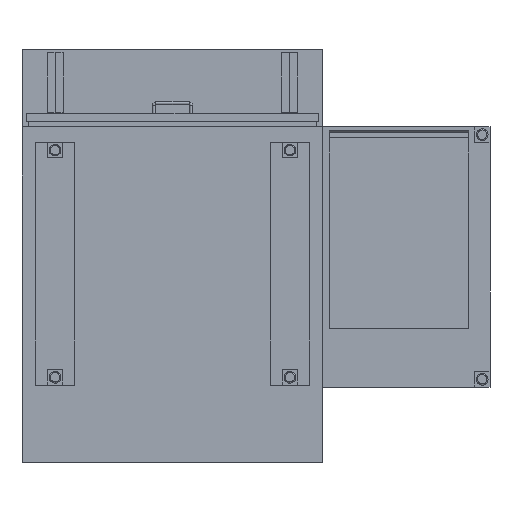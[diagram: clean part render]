
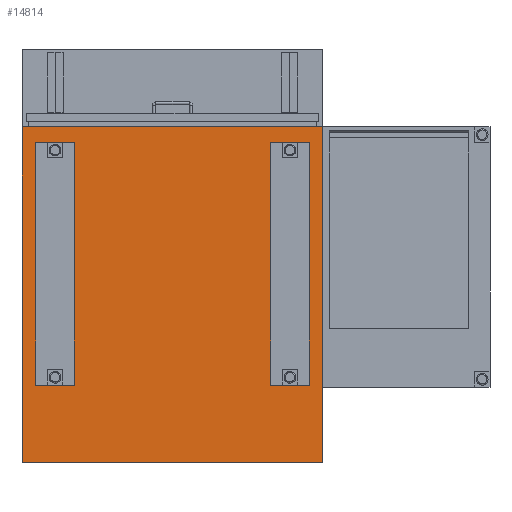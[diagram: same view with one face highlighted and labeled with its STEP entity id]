
A CAD part, front view. The second image highlights one B-rep face of the part: STEP entity #14814.
In plain terms, the highlighted planar face has unit normal (0, -1, 0).
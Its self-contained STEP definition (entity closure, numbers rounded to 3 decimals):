
#822=FACE_OUTER_BOUND('',#1730,.T.);
#1730=EDGE_LOOP('',(#9794,#9795,#9796,#9797));
#2681=LINE('',#21656,#4410);
#2682=LINE('',#21659,#4411);
#2683=LINE('',#21661,#4412);
#2684=LINE('',#21662,#4413);
#4410=VECTOR('',#17238,10.);
#4411=VECTOR('',#17241,10.);
#4412=VECTOR('',#17242,10.);
#4413=VECTOR('',#17243,10.);
#6125=VERTEX_POINT('',#21652);
#6126=VERTEX_POINT('',#21654);
#6127=VERTEX_POINT('',#21658);
#6128=VERTEX_POINT('',#21660);
#7609=EDGE_CURVE('',#6125,#6126,#2681,.T.);
#7610=EDGE_CURVE('',#6127,#6125,#2682,.T.);
#7611=EDGE_CURVE('',#6128,#6126,#2683,.T.);
#7612=EDGE_CURVE('',#6127,#6128,#2684,.T.);
#9794=ORIENTED_EDGE('',*,*,#7610,.T.);
#9795=ORIENTED_EDGE('',*,*,#7609,.T.);
#9796=ORIENTED_EDGE('',*,*,#7611,.F.);
#9797=ORIENTED_EDGE('',*,*,#7612,.F.);
#14052=PLANE('',#15844);
#14814=ADVANCED_FACE('',(#822),#14052,.T.);
#15844=AXIS2_PLACEMENT_3D('',#21657,#17239,#17240);
#17238=DIRECTION('',(1.,0.,0.));
#17239=DIRECTION('center_axis',(0.,-1.,0.));
#17240=DIRECTION('ref_axis',(0.,0.,-1.));
#17241=DIRECTION('',(0.,0.,-1.));
#17242=DIRECTION('',(0.,0.,-1.));
#17243=DIRECTION('',(1.,0.,0.));
#21652=CARTESIAN_POINT('',(0.,-270.,-432.5));
#21654=CARTESIAN_POINT('',(775.,-270.,-432.5));
#21656=CARTESIAN_POINT('',(0.,-270.,-432.5));
#21657=CARTESIAN_POINT('Origin',(0.,-270.,432.5));
#21658=CARTESIAN_POINT('',(0.,-270.,432.5));
#21659=CARTESIAN_POINT('',(0.,-270.,432.5));
#21660=CARTESIAN_POINT('',(775.,-270.,432.5));
#21661=CARTESIAN_POINT('',(775.,-270.,432.5));
#21662=CARTESIAN_POINT('',(0.,-270.,432.5));
